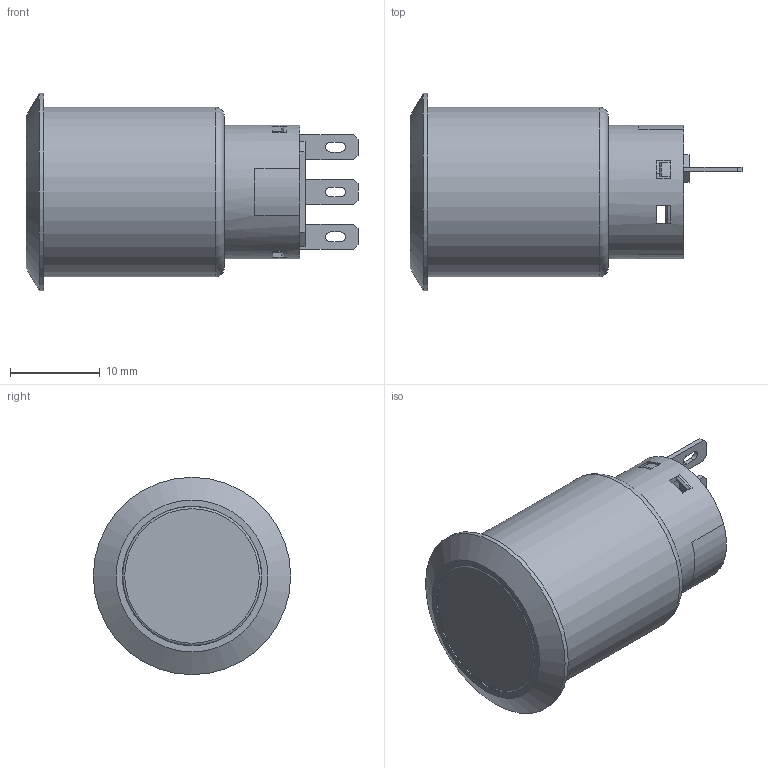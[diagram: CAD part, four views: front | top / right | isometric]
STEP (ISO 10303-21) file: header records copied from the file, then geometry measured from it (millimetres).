
FILE_DESCRIPTION((' '),'2;1');
FILE_NAME('PV4F2B0xx.stp','2017-07-31T14:58:29',(' '),(' '),' ','ACIS',' ');
FILE_SCHEMA(('CONFIG_CONTROL_DESIGN'));
Length unit declared in the file: inch
Products named in the file (9): PV4F2B0xx.stp; Body1; Body2; Body3; Body4; Body5; Body6; Body7; Body8
Assembly tree (8 placements, depth 2):
  PV4F2B0xx.stp
    Body1
    Body2
    Body3
    Body4
    Body5
    Body6
    Body7
    Body8
Bounding box: 37 x 22 x 22 mm (x, y, z)
Volume: 4960 mm3; surface area: 6004.9 mm2
Topology: 8 solids, 8 shells, 185 faces, 463 edges, 299 vertices
Faces by surface type: plane 136, cylinder 41, cone 6, torus 2
Full cylindrical faces by diameter (mm): 5.2 x1, 7 x1, 7.3 x1, 8.1 x1, 9 x1, 9.2 x1, 14.7 x1, 14.9 x1, 15.5 x1, 15.55 x1, 16 x1, 16.517 x1, 18.9 x1, 22 x1
Entity records: 6696 total; most frequent: DIRECTION 968, CARTESIAN_POINT 958, ORIENTED_EDGE 886, EDGE_CURVE 443, AXIS2_PLACEMENT_3D 331, VECTOR 306, LINE 306, VERTEX_POINT 297
